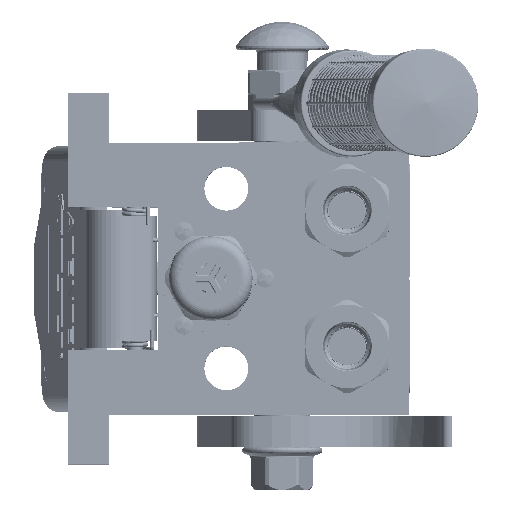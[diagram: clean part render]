
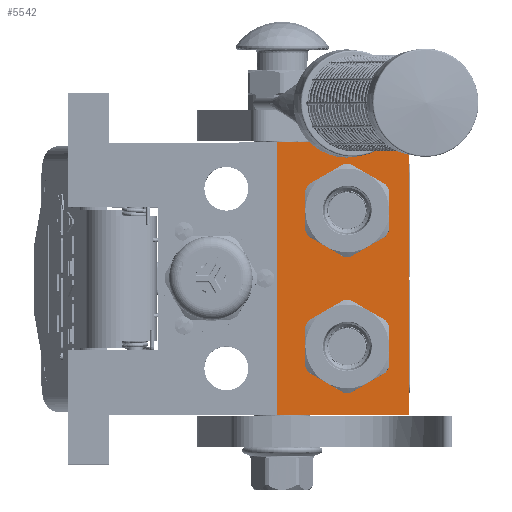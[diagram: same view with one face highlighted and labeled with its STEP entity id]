
A CAD part, top view. The second image highlights one B-rep face of the part: STEP entity #5542.
In plain terms, the highlighted face is planar.
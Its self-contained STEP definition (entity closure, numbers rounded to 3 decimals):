
#856 = CARTESIAN_POINT ( 'NONE',  ( 22., 8.9, -7.85 ) ) ;
#2697 = FACE_OUTER_BOUND ( 'NONE', #26170, .T. ) ;
#5542 = ADVANCED_FACE ( 'NONE', ( #26178, #96790, #2697 ), #133274, .T. ) ;
#5813 = EDGE_CURVE ( 'NONE', #76812, #188310, #65279, .T. ) ;
#9348 = CARTESIAN_POINT ( 'NONE',  ( 44., 8.9, 0. ) ) ;
#9385 = ORIENTED_EDGE ( 'NONE', *, *, #159414, .F. ) ;
#15539 = EDGE_CURVE ( 'NONE', #129260, #132182, #139678, .T. ) ;
#18458 = ORIENTED_EDGE ( 'NONE', *, *, #5813, .F. ) ;
#20137 = CARTESIAN_POINT ( 'NONE',  ( -44., 8.9, -42.5 ) ) ;
#21085 = VECTOR ( 'NONE', #130468, 1000. ) ;
#22808 = VERTEX_POINT ( 'NONE', #169245 ) ;
#26170 = EDGE_LOOP ( 'NONE', ( #168915, #215350, #123146, #9385 ) ) ;
#26178 = FACE_BOUND ( 'NONE', #94089, .T. ) ;
#33222 = DIRECTION ( 'NONE',  ( 1., 0., 0. ) ) ;
#36358 = VECTOR ( 'NONE', #115165, 1000. ) ;
#42285 = EDGE_CURVE ( 'NONE', #188310, #76812, #196230, .T. ) ;
#47127 = VERTEX_POINT ( 'NONE', #20137 ) ;
#47955 = EDGE_CURVE ( 'NONE', #56388, #73558, #57318, .T. ) ;
#52855 = CARTESIAN_POINT ( 'NONE',  ( -22., 8.9, -20. ) ) ;
#56266 = ORIENTED_EDGE ( 'NONE', *, *, #216510, .F. ) ;
#56388 = VERTEX_POINT ( 'NONE', #195029 ) ;
#57318 = LINE ( 'NONE', #9348, #36358 ) ;
#63838 = DIRECTION ( 'NONE',  ( 0., -1., 0. ) ) ;
#64139 = DIRECTION ( 'NONE',  ( 0., 0., 1. ) ) ;
#65035 = EDGE_CURVE ( 'NONE', #22808, #47127, #72728, .T. ) ;
#65279 = CIRCLE ( 'NONE', #182757, 12.15 ) ;
#68097 = LINE ( 'NONE', #198543, #21085 ) ;
#72728 = LINE ( 'NONE', #216905, #161667 ) ;
#73558 = VERTEX_POINT ( 'NONE', #163740 ) ;
#76812 = VERTEX_POINT ( 'NONE', #201622 ) ;
#82924 = DIRECTION ( 'NONE',  ( 0., -1., 0. ) ) ;
#86538 = DIRECTION ( 'NONE',  ( 0., -1., 0. ) ) ;
#94089 = EDGE_LOOP ( 'NONE', ( #56266, #136371 ) ) ;
#96790 = FACE_BOUND ( 'NONE', #156441, .T. ) ;
#103243 = DIRECTION ( 'NONE',  ( 0., 0., 1. ) ) ;
#112629 = AXIS2_PLACEMENT_3D ( 'NONE', #130276, #63838, #180728 ) ;
#113790 = DIRECTION ( 'NONE',  ( 1., 0., 0. ) ) ;
#115165 = DIRECTION ( 'NONE',  ( 0., 0., -1. ) ) ;
#123146 = ORIENTED_EDGE ( 'NONE', *, *, #47955, .F. ) ;
#127279 = DIRECTION ( 'NONE',  ( 0., 0., -1. ) ) ;
#129260 = VERTEX_POINT ( 'NONE', #856 ) ;
#129848 = DIRECTION ( 'NONE',  ( 0., -1., 0. ) ) ;
#130276 = CARTESIAN_POINT ( 'NONE',  ( 22., 8.9, -20. ) ) ;
#130468 = DIRECTION ( 'NONE',  ( 1., 0., 0. ) ) ;
#132182 = VERTEX_POINT ( 'NONE', #155852 ) ;
#133106 = CARTESIAN_POINT ( 'NONE',  ( -22., 8.9, -20. ) ) ;
#133274 = PLANE ( 'NONE',  #137877 ) ;
#136371 = ORIENTED_EDGE ( 'NONE', *, *, #15539, .F. ) ;
#137877 = AXIS2_PLACEMENT_3D ( 'NONE', #166226, #82924, #33222 ) ;
#138570 = VECTOR ( 'NONE', #113790, 1000. ) ;
#139678 = CIRCLE ( 'NONE', #202348, 12.15 ) ;
#141407 = CIRCLE ( 'NONE', #112629, 12.15 ) ;
#155852 = CARTESIAN_POINT ( 'NONE',  ( 22., 8.9, -32.15 ) ) ;
#156441 = EDGE_LOOP ( 'NONE', ( #18458, #203414 ) ) ;
#159414 = EDGE_CURVE ( 'NONE', #22808, #56388, #68097, .T. ) ;
#161667 = VECTOR ( 'NONE', #168558, 1000. ) ;
#162800 = CARTESIAN_POINT ( 'NONE',  ( -22., 8.9, -7.85 ) ) ;
#163740 = CARTESIAN_POINT ( 'NONE',  ( 44., 8.9, -42.5 ) ) ;
#166226 = CARTESIAN_POINT ( 'NONE',  ( 0., 8.9, 0. ) ) ;
#168558 = DIRECTION ( 'NONE',  ( 0., 0., -1. ) ) ;
#168915 = ORIENTED_EDGE ( 'NONE', *, *, #65035, .T. ) ;
#169245 = CARTESIAN_POINT ( 'NONE',  ( -44., 8.9, 0. ) ) ;
#178863 = CARTESIAN_POINT ( 'NONE',  ( 22., 8.9, -20. ) ) ;
#180728 = DIRECTION ( 'NONE',  ( 0., 0., -1. ) ) ;
#182460 = CARTESIAN_POINT ( 'NONE',  ( -44., 8.9, -42.5 ) ) ;
#182757 = AXIS2_PLACEMENT_3D ( 'NONE', #133106, #182869, #127279 ) ;
#182869 = DIRECTION ( 'NONE',  ( 0., -1., 0. ) ) ;
#188310 = VERTEX_POINT ( 'NONE', #162800 ) ;
#195029 = CARTESIAN_POINT ( 'NONE',  ( 44., 8.9, 0. ) ) ;
#196230 = CIRCLE ( 'NONE', #208533, 12.15 ) ;
#198543 = CARTESIAN_POINT ( 'NONE',  ( -44., 8.9, 0. ) ) ;
#198878 = LINE ( 'NONE', #182460, #138570 ) ;
#199667 = EDGE_CURVE ( 'NONE', #47127, #73558, #198878, .T. ) ;
#201622 = CARTESIAN_POINT ( 'NONE',  ( -22., 8.9, -32.15 ) ) ;
#202348 = AXIS2_PLACEMENT_3D ( 'NONE', #178863, #129848, #64139 ) ;
#203414 = ORIENTED_EDGE ( 'NONE', *, *, #42285, .F. ) ;
#208533 = AXIS2_PLACEMENT_3D ( 'NONE', #52855, #86538, #103243 ) ;
#215350 = ORIENTED_EDGE ( 'NONE', *, *, #199667, .T. ) ;
#216510 = EDGE_CURVE ( 'NONE', #132182, #129260, #141407, .T. ) ;
#216905 = CARTESIAN_POINT ( 'NONE',  ( -44., 8.9, 0. ) ) ;
